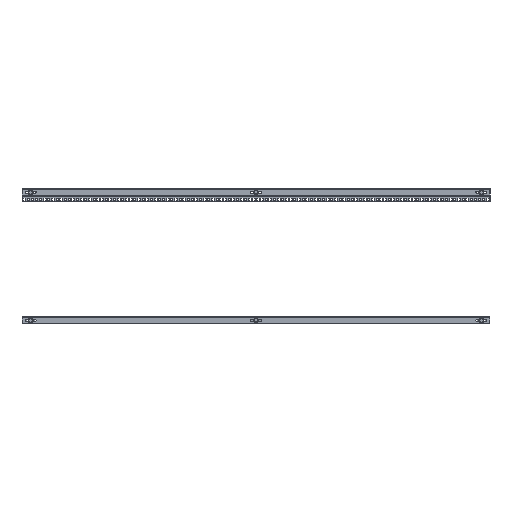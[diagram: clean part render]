
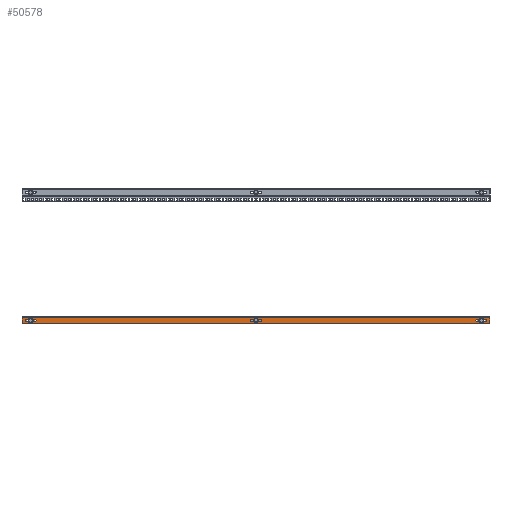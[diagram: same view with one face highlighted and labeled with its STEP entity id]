
A CAD part, left-side view. The second image highlights one B-rep face of the part: STEP entity #50578.
In plain terms, the highlighted face is planar.
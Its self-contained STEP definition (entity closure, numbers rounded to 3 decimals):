
#2444 = EDGE_CURVE ( 'NONE', #35949, #44853, #48925, .T. ) ;
#2582 = DIRECTION ( 'NONE',  ( 1., 0., 0. ) ) ;
#3240 = DIRECTION ( 'NONE',  ( 0., 0., -1. ) ) ;
#3971 = LINE ( 'NONE', #23109, #44030 ) ;
#4147 = ORIENTED_EDGE ( 'NONE', *, *, #17226, .F. ) ;
#4448 = CARTESIAN_POINT ( 'NONE',  ( -5.5, -15.5, -28.5 ) ) ;
#4841 = CARTESIAN_POINT ( 'NONE',  ( 3.5, 829.75, -28.5 ) ) ;
#5201 = DIRECTION ( 'NONE',  ( 0., 0., -1. ) ) ;
#5453 = CARTESIAN_POINT ( 'NONE',  ( -1., 15.5, -28.5 ) ) ;
#5909 = VECTOR ( 'NONE', #33070, 1000. ) ;
#5988 = AXIS2_PLACEMENT_3D ( 'NONE', #37838, #17911, #49498 ) ;
#6123 = VERTEX_POINT ( 'NONE', #48023 ) ;
#6588 = EDGE_CURVE ( 'NONE', #47220, #6696, #14194, .T. ) ;
#6622 = DIRECTION ( 'NONE',  ( 0., 0., 1. ) ) ;
#6659 = DIRECTION ( 'NONE',  ( -1., 0., 0. ) ) ;
#6696 = VERTEX_POINT ( 'NONE', #18834 ) ;
#9479 = EDGE_CURVE ( 'NONE', #26707, #6123, #35081, .T. ) ;
#9621 = EDGE_CURVE ( 'NONE', #17627, #47843, #21867, .T. ) ;
#10076 = EDGE_CURVE ( 'NONE', #44853, #23960, #3971, .T. ) ;
#10472 = DIRECTION ( 'NONE',  ( 0., 1., 0. ) ) ;
#10506 = ORIENTED_EDGE ( 'NONE', *, *, #15665, .F. ) ;
#10528 = LINE ( 'NONE', #42129, #51062 ) ;
#10589 = ORIENTED_EDGE ( 'NONE', *, *, #50986, .T. ) ;
#10640 = EDGE_CURVE ( 'NONE', #22575, #44670, #47650, .T. ) ;
#11543 = LINE ( 'NONE', #39253, #32260 ) ;
#11548 = ORIENTED_EDGE ( 'NONE', *, *, #10640, .T. ) ;
#11823 = CARTESIAN_POINT ( 'NONE',  ( -5.5, 15.5, -28.5 ) ) ;
#13062 = ORIENTED_EDGE ( 'NONE', *, *, #20288, .F. ) ;
#13624 = AXIS2_PLACEMENT_3D ( 'NONE', #30997, #27103, #44955 ) ;
#13630 = CARTESIAN_POINT ( 'NONE',  ( -11.5, -845.25, -28.5 ) ) ;
#13633 = CIRCLE ( 'NONE', #26848, 4.5 ) ;
#14194 = LINE ( 'NONE', #34126, #20258 ) ;
#14430 = CIRCLE ( 'NONE', #13624, 4.5 ) ;
#15246 = EDGE_LOOP ( 'NONE', ( #20081, #17788, #10506, #23402 ) ) ;
#15356 = VERTEX_POINT ( 'NONE', #39116 ) ;
#15507 = VERTEX_POINT ( 'NONE', #4448 ) ;
#15653 = DIRECTION ( 'NONE',  ( -1., 0., 0. ) ) ;
#15665 = EDGE_CURVE ( 'NONE', #15356, #6696, #29263, .T. ) ;
#16436 = VERTEX_POINT ( 'NONE', #33722 ) ;
#17226 = EDGE_CURVE ( 'NONE', #15507, #35949, #28694, .T. ) ;
#17627 = VERTEX_POINT ( 'NONE', #4841 ) ;
#17740 = CARTESIAN_POINT ( 'NONE',  ( 3.5, -798.75, -28.5 ) ) ;
#17788 = ORIENTED_EDGE ( 'NONE', *, *, #6588, .T. ) ;
#17853 = DIRECTION ( 'NONE',  ( 0., 0., 1. ) ) ;
#17911 = DIRECTION ( 'NONE',  ( 0., 0., -1. ) ) ;
#18834 = CARTESIAN_POINT ( 'NONE',  ( 8.5, -845.25, -28.5 ) ) ;
#19375 = AXIS2_PLACEMENT_3D ( 'NONE', #20651, #32803, #25035 ) ;
#19916 = DIRECTION ( 'NONE',  ( 0., 1., 0. ) ) ;
#20081 = ORIENTED_EDGE ( 'NONE', *, *, #43688, .F. ) ;
#20108 = EDGE_LOOP ( 'NONE', ( #21835, #4147, #13062, #37896 ) ) ;
#20258 = VECTOR ( 'NONE', #41888, 1000. ) ;
#20268 = ORIENTED_EDGE ( 'NONE', *, *, #9621, .T. ) ;
#20288 = EDGE_CURVE ( 'NONE', #23960, #15507, #13633, .T. ) ;
#20651 = CARTESIAN_POINT ( 'NONE',  ( -1., 798.75, -28.5 ) ) ;
#21226 = ORIENTED_EDGE ( 'NONE', *, *, #9479, .T. ) ;
#21268 = EDGE_CURVE ( 'NONE', #24471, #15356, #50119, .T. ) ;
#21835 = ORIENTED_EDGE ( 'NONE', *, *, #2444, .F. ) ;
#21867 = CIRCLE ( 'NONE', #45848, 4.5 ) ;
#22302 = FACE_BOUND ( 'NONE', #30102, .T. ) ;
#22575 = VERTEX_POINT ( 'NONE', #30700 ) ;
#22800 = PLANE ( 'NONE',  #5988 ) ;
#23109 = CARTESIAN_POINT ( 'NONE',  ( 3.5, 15.5, -28.5 ) ) ;
#23198 = EDGE_LOOP ( 'NONE', ( #38244, #37963, #11548, #10589 ) ) ;
#23402 = ORIENTED_EDGE ( 'NONE', *, *, #21268, .F. ) ;
#23884 = DIRECTION ( 'NONE',  ( 0., -1., 0. ) ) ;
#23960 = VERTEX_POINT ( 'NONE', #36420 ) ;
#24471 = VERTEX_POINT ( 'NONE', #29596 ) ;
#24595 = DIRECTION ( 'NONE',  ( 0., -1., 0. ) ) ;
#25035 = DIRECTION ( 'NONE',  ( 1., 0., 0. ) ) ;
#25093 = CARTESIAN_POINT ( 'NONE',  ( -5.5, 829.75, -28.5 ) ) ;
#25511 = ORIENTED_EDGE ( 'NONE', *, *, #35041, .T. ) ;
#26117 = DIRECTION ( 'NONE',  ( 1., 0., 0. ) ) ;
#26172 = ORIENTED_EDGE ( 'NONE', *, *, #37502, .T. ) ;
#26707 = VERTEX_POINT ( 'NONE', #29286 ) ;
#26848 = AXIS2_PLACEMENT_3D ( 'NONE', #30932, #3240, #15653 ) ;
#27103 = DIRECTION ( 'NONE',  ( 0., 0., 1. ) ) ;
#28694 = LINE ( 'NONE', #32078, #29975 ) ;
#28919 = LINE ( 'NONE', #49626, #5909 ) ;
#29263 = LINE ( 'NONE', #48946, #33385 ) ;
#29286 = CARTESIAN_POINT ( 'NONE',  ( -5.5, 798.75, -28.5 ) ) ;
#29596 = CARTESIAN_POINT ( 'NONE',  ( -11.5, 845.25, -28.5 ) ) ;
#29929 = DIRECTION ( 'NONE',  ( 0., -1., 0. ) ) ;
#29975 = VECTOR ( 'NONE', #19916, 1000. ) ;
#30102 = EDGE_LOOP ( 'NONE', ( #25511, #20268, #26172, #21226 ) ) ;
#30435 = CARTESIAN_POINT ( 'NONE',  ( -1., 829.75, -28.5 ) ) ;
#30700 = CARTESIAN_POINT ( 'NONE',  ( -5.5, -798.75, -28.5 ) ) ;
#30932 = CARTESIAN_POINT ( 'NONE',  ( -1., -15.5, -28.5 ) ) ;
#30997 = CARTESIAN_POINT ( 'NONE',  ( -1., -798.75, -28.5 ) ) ;
#31252 = EDGE_CURVE ( 'NONE', #42338, #22575, #14430, .T. ) ;
#32078 = CARTESIAN_POINT ( 'NONE',  ( -5.5, 15.5, -28.5 ) ) ;
#32260 = VECTOR ( 'NONE', #46256, 1000. ) ;
#32420 = AXIS2_PLACEMENT_3D ( 'NONE', #5453, #5201, #37030 ) ;
#32803 = DIRECTION ( 'NONE',  ( 0., 0., 1. ) ) ;
#33070 = DIRECTION ( 'NONE',  ( 0., 1., 0. ) ) ;
#33385 = VECTOR ( 'NONE', #2582, 1000. ) ;
#33702 = FACE_BOUND ( 'NONE', #23198, .T. ) ;
#33722 = CARTESIAN_POINT ( 'NONE',  ( 3.5, -829.75, -28.5 ) ) ;
#34126 = CARTESIAN_POINT ( 'NONE',  ( 8.5, 0., -28.5 ) ) ;
#34321 = CARTESIAN_POINT ( 'NONE',  ( 8.5, 845.25, -28.5 ) ) ;
#34461 = FACE_OUTER_BOUND ( 'NONE', #15246, .T. ) ;
#35041 = EDGE_CURVE ( 'NONE', #6123, #17627, #49334, .T. ) ;
#35081 = CIRCLE ( 'NONE', #19375, 4.5 ) ;
#35949 = VERTEX_POINT ( 'NONE', #11823 ) ;
#36420 = CARTESIAN_POINT ( 'NONE',  ( 3.5, -15.5, -28.5 ) ) ;
#36589 = AXIS2_PLACEMENT_3D ( 'NONE', #42422, #17853, #26117 ) ;
#37030 = DIRECTION ( 'NONE',  ( -1., 0., 0. ) ) ;
#37502 = EDGE_CURVE ( 'NONE', #47843, #26707, #11543, .T. ) ;
#37838 = CARTESIAN_POINT ( 'NONE',  ( 0., 0., -28.5 ) ) ;
#37896 = ORIENTED_EDGE ( 'NONE', *, *, #10076, .F. ) ;
#37963 = ORIENTED_EDGE ( 'NONE', *, *, #31252, .T. ) ;
#38085 = FACE_BOUND ( 'NONE', #20108, .T. ) ;
#38244 = ORIENTED_EDGE ( 'NONE', *, *, #49659, .T. ) ;
#39116 = CARTESIAN_POINT ( 'NONE',  ( -11.5, -845.25, -28.5 ) ) ;
#39253 = CARTESIAN_POINT ( 'NONE',  ( -5.5, 829.75, -28.5 ) ) ;
#40655 = CARTESIAN_POINT ( 'NONE',  ( -5.5, -798.75, -28.5 ) ) ;
#40722 = CIRCLE ( 'NONE', #36589, 4.5 ) ;
#40875 = CARTESIAN_POINT ( 'NONE',  ( -5.5, -829.75, -28.5 ) ) ;
#41634 = CARTESIAN_POINT ( 'NONE',  ( 3.5, 15.5, -28.5 ) ) ;
#41888 = DIRECTION ( 'NONE',  ( 0., -1., 0. ) ) ;
#42093 = DIRECTION ( 'NONE',  ( 1., 0., 0. ) ) ;
#42129 = CARTESIAN_POINT ( 'NONE',  ( -11.5, 845.25, -28.5 ) ) ;
#42158 = VECTOR ( 'NONE', #10472, 1000. ) ;
#42338 = VERTEX_POINT ( 'NONE', #17740 ) ;
#42422 = CARTESIAN_POINT ( 'NONE',  ( -1., -829.75, -28.5 ) ) ;
#43688 = EDGE_CURVE ( 'NONE', #47220, #24471, #10528, .T. ) ;
#44030 = VECTOR ( 'NONE', #23884, 1000. ) ;
#44670 = VERTEX_POINT ( 'NONE', #40875 ) ;
#44853 = VERTEX_POINT ( 'NONE', #41634 ) ;
#44914 = VECTOR ( 'NONE', #24595, 1000. ) ;
#44955 = DIRECTION ( 'NONE',  ( 1., 0., 0. ) ) ;
#45705 = CARTESIAN_POINT ( 'NONE',  ( 3.5, 829.75, -28.5 ) ) ;
#45848 = AXIS2_PLACEMENT_3D ( 'NONE', #30435, #6622, #42093 ) ;
#46256 = DIRECTION ( 'NONE',  ( 0., -1., 0. ) ) ;
#47220 = VERTEX_POINT ( 'NONE', #34321 ) ;
#47650 = LINE ( 'NONE', #40655, #44914 ) ;
#47843 = VERTEX_POINT ( 'NONE', #25093 ) ;
#48023 = CARTESIAN_POINT ( 'NONE',  ( 3.5, 798.75, -28.5 ) ) ;
#48500 = VECTOR ( 'NONE', #29929, 1000. ) ;
#48925 = CIRCLE ( 'NONE', #32420, 4.5 ) ;
#48946 = CARTESIAN_POINT ( 'NONE',  ( 10., -845.25, -28.5 ) ) ;
#49334 = LINE ( 'NONE', #45705, #42158 ) ;
#49498 = DIRECTION ( 'NONE',  ( -1., 0., 0. ) ) ;
#49626 = CARTESIAN_POINT ( 'NONE',  ( 3.5, -798.75, -28.5 ) ) ;
#49659 = EDGE_CURVE ( 'NONE', #16436, #42338, #28919, .T. ) ;
#50119 = LINE ( 'NONE', #13630, #48500 ) ;
#50578 = ADVANCED_FACE ( 'NONE', ( #38085, #34461, #33702, #22302 ), #22800, .T. ) ;
#50986 = EDGE_CURVE ( 'NONE', #44670, #16436, #40722, .T. ) ;
#51062 = VECTOR ( 'NONE', #6659, 1000. ) ;
